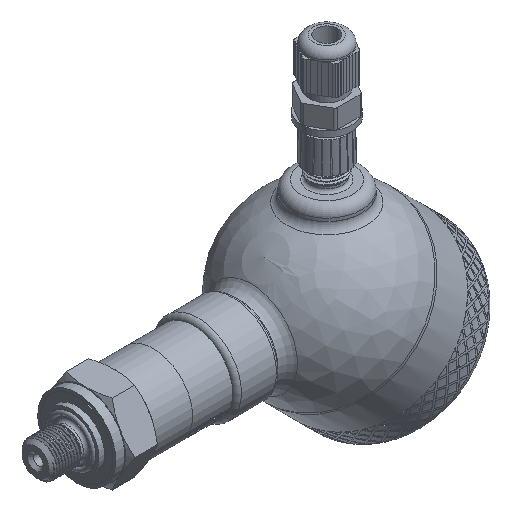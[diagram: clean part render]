
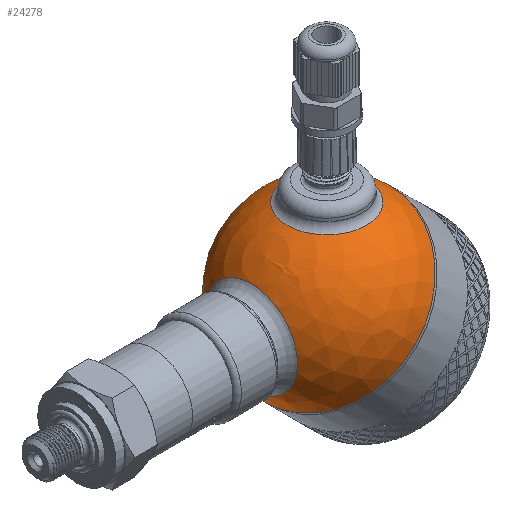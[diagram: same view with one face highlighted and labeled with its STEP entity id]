
A CAD part, isometric view. The second image highlights one B-rep face of the part: STEP entity #24278.
In plain terms, the highlighted spherical face has radius 30 mm.
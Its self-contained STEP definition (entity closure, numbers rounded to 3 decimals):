
#56=SPHERICAL_SURFACE('',#25773,30.);
#1044=FACE_BOUND('',#3748,.T.);
#1045=FACE_BOUND('',#3749,.T.);
#2162=FACE_OUTER_BOUND('',#3747,.T.);
#3747=EDGE_LOOP('',(#18020,#18021,#18022,#18023));
#3748=EDGE_LOOP('',(#18024));
#3749=EDGE_LOOP('',(#18025));
#5190=CIRCLE('',#25695,30.);
#5191=CIRCLE('',#25696,30.);
#5218=CIRCLE('',#25769,13.5);
#5221=CIRCLE('',#25774,30.);
#5222=CIRCLE('',#25775,15.643);
#9825=VERTEX_POINT('',#33106);
#9826=VERTEX_POINT('',#33108);
#10325=VERTEX_POINT('',#39495);
#10327=VERTEX_POINT('',#39502);
#10328=VERTEX_POINT('',#39504);
#12440=EDGE_CURVE('',#9825,#9826,#5190,.T.);
#12441=EDGE_CURVE('',#9826,#9825,#5191,.T.);
#13192=EDGE_CURVE('',#10325,#10325,#5218,.T.);
#13195=EDGE_CURVE('',#9826,#10327,#5221,.T.);
#13196=EDGE_CURVE('',#10328,#10328,#5222,.T.);
#18020=ORIENTED_EDGE('',*,*,#12441,.F.);
#18021=ORIENTED_EDGE('',*,*,#13195,.T.);
#18022=ORIENTED_EDGE('',*,*,#13195,.F.);
#18023=ORIENTED_EDGE('',*,*,#12440,.F.);
#18024=ORIENTED_EDGE('',*,*,#13196,.F.);
#18025=ORIENTED_EDGE('',*,*,#13192,.F.);
#24278=ADVANCED_FACE('',(#2162,#1044,#1045),#56,.T.);
#25695=AXIS2_PLACEMENT_3D('',#33109,#27100,#27101);
#25696=AXIS2_PLACEMENT_3D('',#33110,#27102,#27103);
#25769=AXIS2_PLACEMENT_3D('',#39496,#27512,#27513);
#25773=AXIS2_PLACEMENT_3D('',#39501,#27520,#27521);
#25774=AXIS2_PLACEMENT_3D('',#39503,#27522,#27523);
#25775=AXIS2_PLACEMENT_3D('',#39505,#27524,#27525);
#27100=DIRECTION('center_axis',(1.,0.,0.));
#27101=DIRECTION('ref_axis',(0.,1.,0.));
#27102=DIRECTION('center_axis',(1.,0.,0.));
#27103=DIRECTION('ref_axis',(0.,1.,0.));
#27512=DIRECTION('center_axis',(-0.707,0.,-0.707));
#27513=DIRECTION('ref_axis',(-0.707,0.,0.707));
#27520=DIRECTION('center_axis',(1.,0.,0.));
#27521=DIRECTION('ref_axis',(0.,-1.,0.));
#27522=DIRECTION('center_axis',(0.,0.,1.));
#27523=DIRECTION('ref_axis',(0.,1.,0.));
#27524=DIRECTION('center_axis',(-0.707,0.,0.707));
#27525=DIRECTION('ref_axis',(0.707,0.,0.707));
#33106=CARTESIAN_POINT('',(0.,-30.,0.));
#33108=CARTESIAN_POINT('',(0.,30.,0.));
#33109=CARTESIAN_POINT('Origin',(0.,0.,0.));
#33110=CARTESIAN_POINT('Origin',(0.,0.,0.));
#39495=CARTESIAN_POINT('',(-9.398,0.,-28.49));
#39496=CARTESIAN_POINT('Origin',(-18.944,0.,-18.944));
#39501=CARTESIAN_POINT('Origin',(0.,0.,0.));
#39502=CARTESIAN_POINT('',(-30.,0.,0.));
#39503=CARTESIAN_POINT('Origin',(0.,0.,0.));
#39504=CARTESIAN_POINT('',(-29.162,0.,7.04));
#39505=CARTESIAN_POINT('Origin',(-18.101,0.,18.101));
